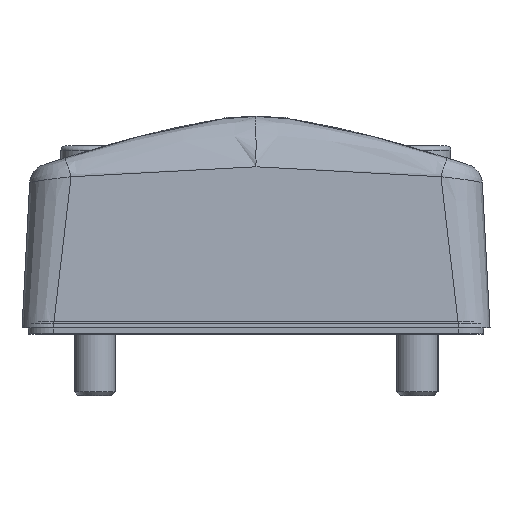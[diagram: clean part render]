
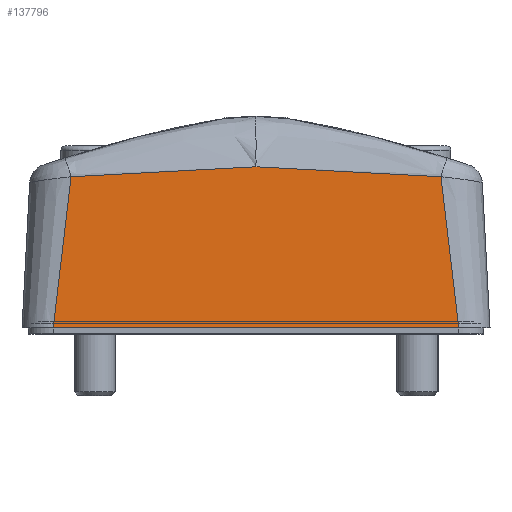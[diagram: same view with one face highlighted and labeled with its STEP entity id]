
A CAD part, left-side view. The second image highlights one B-rep face of the part: STEP entity #137796.
In plain terms, the highlighted planar face has unit normal (-0.999, 0, 0.052).
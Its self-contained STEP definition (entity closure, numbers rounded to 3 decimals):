
#7263=CARTESIAN_POINT('',(-162.5,38.988,-30.));
#7264=VERTEX_POINT('',#7263);
#7331=CARTESIAN_POINT('',(-162.5,-38.988,-30.));
#7332=VERTEX_POINT('',#7331);
#7345=CARTESIAN_POINT('',(-162.5,-38.988,-30.));
#7346=DIRECTION('',(0.0,1.0,0.0));
#7347=VECTOR('',#7346,77.976);
#7348=LINE('',#7345,#7347);
#7349=EDGE_CURVE('',#7332,#7264,#7348,.T.);
#137328=CARTESIAN_POINT('',(-160.976,-35.558,-0.916));
#137329=VERTEX_POINT('',#137328);
#137330=CARTESIAN_POINT('',(-160.976,-35.558,-0.916));
#137331=DIRECTION('',(-0.052,-0.117,-0.992));
#137332=VECTOR('',#137331,29.326);
#137333=LINE('',#137330,#137332);
#137334=EDGE_CURVE('',#137329,#7332,#137333,.T.);
#137596=CARTESIAN_POINT('',(-160.875,0.,1.0));
#137597=VERTEX_POINT('',#137596);
#137598=CARTESIAN_POINT('',(-160.976,-35.558,-0.916));
#137599=CARTESIAN_POINT('',(-160.975,-35.392,-0.899));
#137600=CARTESIAN_POINT('',(-160.973,-35.035,-0.864));
#137601=CARTESIAN_POINT('',(-160.969,-34.225,-0.787));
#137602=CARTESIAN_POINT('',(-160.961,-32.568,-0.64));
#137603=CARTESIAN_POINT('',(-160.948,-29.584,-0.395));
#137604=CARTESIAN_POINT('',(-160.932,-25.24,-0.074));
#137605=CARTESIAN_POINT('',(-160.915,-20.357,0.247));
#137606=CARTESIAN_POINT('',(-160.899,-15.159,0.544));
#137607=CARTESIAN_POINT('',(-160.886,-9.868,0.789));
#137608=CARTESIAN_POINT('',(-160.878,-4.709,0.957));
#137609=CARTESIAN_POINT('',(-160.875,-1.505,1.0));
#137610=CARTESIAN_POINT('',(-160.875,0.,1.0));
#137611=B_SPLINE_CURVE_WITH_KNOTS('',3,(#137598,#137599,#137600,#137601,#137602,#137603,#137604,#137605,#137606,#137607,#137608,#137609,#137610),.UNSPECIFIED.,.F.,.U.,(4,1,1,1,1,1,1,1,1,1,4),(0.0,0.031,0.063,0.125,0.25,0.375,0.5,0.625,0.75,0.875,1.0),.UNSPECIFIED.);
#137612=EDGE_CURVE('',#137329,#137597,#137611,.T.);
#137750=CARTESIAN_POINT('',(-160.976,35.558,-0.916));
#137751=VERTEX_POINT('',#137750);
#137759=CARTESIAN_POINT('',(-160.976,35.558,-0.916));
#137760=CARTESIAN_POINT('',(-160.975,35.392,-0.899));
#137761=CARTESIAN_POINT('',(-160.973,35.035,-0.864));
#137762=CARTESIAN_POINT('',(-160.969,34.225,-0.787));
#137763=CARTESIAN_POINT('',(-160.961,32.568,-0.64));
#137764=CARTESIAN_POINT('',(-160.948,29.584,-0.395));
#137765=CARTESIAN_POINT('',(-160.932,25.24,-0.074));
#137766=CARTESIAN_POINT('',(-160.915,20.357,0.247));
#137767=CARTESIAN_POINT('',(-160.899,15.159,0.544));
#137768=CARTESIAN_POINT('',(-160.886,9.868,0.789));
#137769=CARTESIAN_POINT('',(-160.878,4.709,0.957));
#137770=CARTESIAN_POINT('',(-160.875,1.505,1.0));
#137771=CARTESIAN_POINT('',(-160.875,0.,1.0));
#137772=B_SPLINE_CURVE_WITH_KNOTS('',3,(#137759,#137760,#137761,#137762,#137763,#137764,#137765,#137766,#137767,#137768,#137769,#137770,#137771),.UNSPECIFIED.,.F.,.U.,(4,1,1,1,1,1,1,1,1,1,4),(0.0,0.031,0.063,0.125,0.25,0.375,0.5,0.625,0.75,0.875,1.0),.UNSPECIFIED.);
#137773=EDGE_CURVE('',#137751,#137597,#137772,.T.);
#137779=CARTESIAN_POINT('',(-162.581,42.887,-31.55));
#137780=DIRECTION('',(-0.999,0.0,0.052));
#137781=DIRECTION('',(0.052,0.0,0.999));
#137782=AXIS2_PLACEMENT_3D('',#137779,#137780,#137781);
#137783=PLANE('',#137782);
#137784=CARTESIAN_POINT('',(-160.976,35.558,-0.916));
#137785=DIRECTION('',(-0.052,0.117,-0.992));
#137786=VECTOR('',#137785,29.326);
#137787=LINE('',#137784,#137786);
#137788=EDGE_CURVE('',#137751,#7264,#137787,.T.);
#137789=ORIENTED_EDGE('',*,*,#137788,.T.);
#137790=ORIENTED_EDGE('',*,*,#7349,.F.);
#137791=ORIENTED_EDGE('',*,*,#137334,.F.);
#137792=ORIENTED_EDGE('',*,*,#137612,.T.);
#137793=ORIENTED_EDGE('',*,*,#137773,.F.);
#137794=EDGE_LOOP('',(#137789,#137790,#137791,#137792,#137793));
#137795=FACE_OUTER_BOUND('',#137794,.T.);
#137796=ADVANCED_FACE('',(#137795),#137783,.T.);
